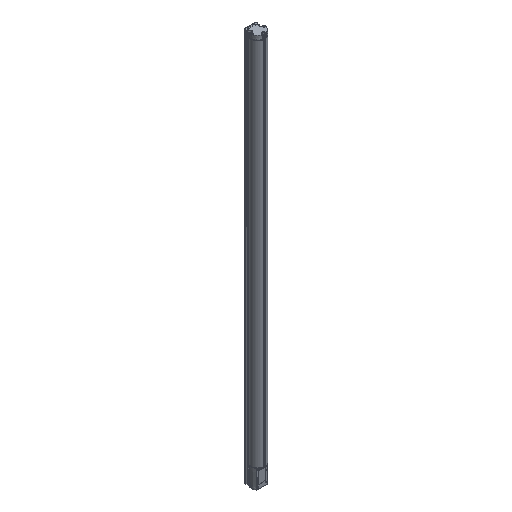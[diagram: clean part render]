
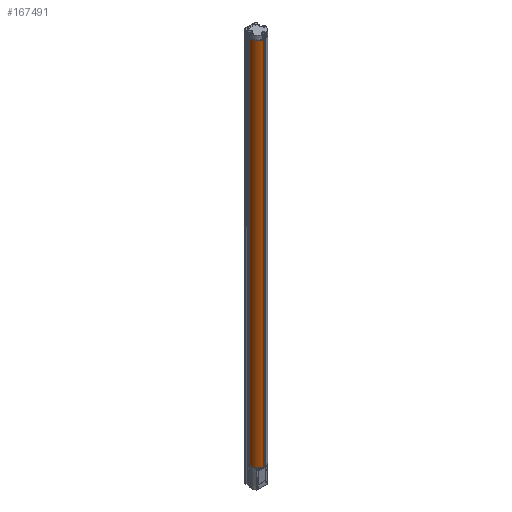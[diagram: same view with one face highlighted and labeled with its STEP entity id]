
A CAD part, isometric view. The second image highlights one B-rep face of the part: STEP entity #167491.
In plain terms, the highlighted cylindrical face has radius 19 mm (diameter 38 mm), a partial arc.
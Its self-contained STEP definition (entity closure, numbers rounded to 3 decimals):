
#75373=CARTESIAN_POINT('',(0.,0.,-993.05));
#75374=DIRECTION('',(0.,0.,1.));
#75375=DIRECTION('',(-0.951,0.308,0.));
#75376=AXIS2_PLACEMENT_3D('',#75373,#75374,#75375);
#75378=DIRECTION('',(0.,0.,-1.));
#75379=VECTOR('',#75378,993.05);
#75380=CARTESIAN_POINT('',(-18.075,5.857,
0.));
#75381=LINE('',#75380,#75379);
#75382=CARTESIAN_POINT('',(0.,0.,0.));
#75383=DIRECTION('',(0.,0.,-1.));
#75384=DIRECTION('',(-0.122,-0.992,0.));
#75385=AXIS2_PLACEMENT_3D('',#75382,#75383,#75384);
#75387=DIRECTION('',(0.,0.,1.));
#75388=VECTOR('',#75387,993.05);
#75389=CARTESIAN_POINT('',(-2.323,-18.857,-993.05));
#75390=LINE('',#75389,#75388);
#125148=CARTESIAN_POINT('',(-2.323,-18.857,
0.));
#125149=CARTESIAN_POINT('',(-18.075,5.857,
0.));
#125150=VERTEX_POINT('',#125148);
#125151=VERTEX_POINT('',#125149);
#125713=CARTESIAN_POINT('',(-18.075,5.857,-993.05));
#125714=CARTESIAN_POINT('',(-2.323,-18.857,-993.05));
#125715=VERTEX_POINT('',#125713);
#125716=VERTEX_POINT('',#125714);
#167479=CARTESIAN_POINT('',(0.,0.,0.));
#167480=DIRECTION('',(0.,0.,1.));
#167481=DIRECTION('',(1.,0.,0.));
#167482=AXIS2_PLACEMENT_3D('',#167479,#167480,#167481);
#167483=CYLINDRICAL_SURFACE('',#167482,19.);
#167484=ORIENTED_EDGE('',*,*,#134240,.F.);
#167486=ORIENTED_EDGE('',*,*,#167485,.F.);
#167487=ORIENTED_EDGE('',*,*,#133699,.F.);
#167488=ORIENTED_EDGE('',*,*,#167472,.F.);
#167489=EDGE_LOOP('',(#167484,#167486,#167487,#167488));
#167490=FACE_OUTER_BOUND('',#167489,.F.);
#167491=ADVANCED_FACE('',(#167490),#167483,.T.);
#75377=CIRCLE('',#75376,19.);
#75386=CIRCLE('',#75385,19.);
#133699=EDGE_CURVE('',#125150,#125151,#75386,.T.);
#134240=EDGE_CURVE('',#125715,#125716,#75377,.T.);
#167472=EDGE_CURVE('',#125716,#125150,#75390,.T.);
#167485=EDGE_CURVE('',#125151,#125715,#75381,.T.);
